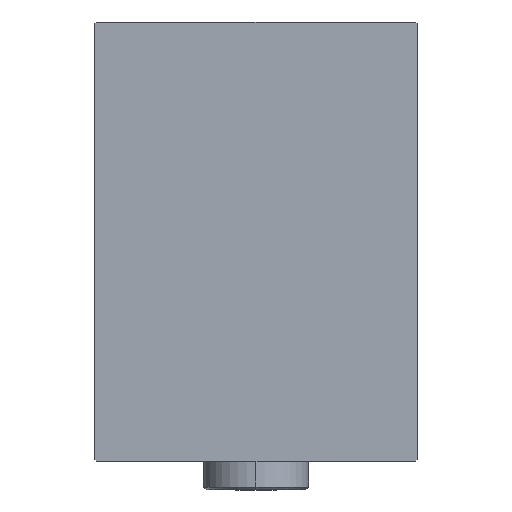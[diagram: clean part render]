
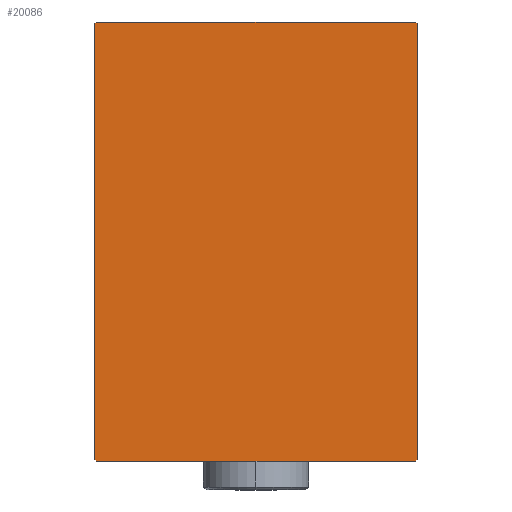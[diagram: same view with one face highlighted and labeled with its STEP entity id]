
A CAD part, left-side view. The second image highlights one B-rep face of the part: STEP entity #20086.
In plain terms, the highlighted face is planar.
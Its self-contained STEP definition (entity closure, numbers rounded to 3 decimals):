
#570 = CARTESIAN_POINT ( 'NONE',  ( 135., -27.5, 37.5 ) ) ;
#636 = LINE ( 'NONE', #10730, #25353 ) ;
#2471 = CARTESIAN_POINT ( 'NONE',  ( 135., -27.5, -37.2 ) ) ;
#2782 = VERTEX_POINT ( 'NONE', #3581 ) ;
#3240 = CARTESIAN_POINT ( 'NONE',  ( 135., 0., 0. ) ) ;
#3426 = ORIENTED_EDGE ( 'NONE', *, *, #43598, .T. ) ;
#3449 = EDGE_CURVE ( 'NONE', #6531, #29251, #22411, .T. ) ;
#3530 = LINE ( 'NONE', #10927, #42400 ) ;
#3581 = CARTESIAN_POINT ( 'NONE',  ( 135., 27.2, 37.5 ) ) ;
#4496 = CARTESIAN_POINT ( 'NONE',  ( 135., 32.35, -32.35 ) ) ;
#5345 = CARTESIAN_POINT ( 'NONE',  ( 135., 32.35, 32.35 ) ) ;
#6405 = VECTOR ( 'NONE', #12006, 1000. ) ;
#6531 = VERTEX_POINT ( 'NONE', #37474 ) ;
#6574 = ORIENTED_EDGE ( 'NONE', *, *, #3449, .T. ) ;
#7098 = CARTESIAN_POINT ( 'NONE',  ( 135., -27.2, 37.5 ) ) ;
#7127 = ORIENTED_EDGE ( 'NONE', *, *, #17931, .T. ) ;
#8871 = EDGE_CURVE ( 'NONE', #29251, #29449, #3530, .T. ) ;
#9682 = CARTESIAN_POINT ( 'NONE',  ( 135., 27.5, -37.2 ) ) ;
#9749 = DIRECTION ( 'NONE',  ( 1., 0., 0. ) ) ;
#10730 = CARTESIAN_POINT ( 'NONE',  ( 135., -32.35, 32.35 ) ) ;
#10927 = CARTESIAN_POINT ( 'NONE',  ( 135., 27.5, -37.5 ) ) ;
#12006 = DIRECTION ( 'NONE',  ( 0., 0.707, -0.707 ) ) ;
#12893 = PLANE ( 'NONE',  #21232 ) ;
#15371 = LINE ( 'NONE', #29043, #6405 ) ;
#15859 = ORIENTED_EDGE ( 'NONE', *, *, #8871, .T. ) ;
#16992 = DIRECTION ( 'NONE',  ( 0., 0., 1. ) ) ;
#17931 = EDGE_CURVE ( 'NONE', #29449, #2782, #22607, .T. ) ;
#18592 = ORIENTED_EDGE ( 'NONE', *, *, #28164, .T. ) ;
#19722 = CARTESIAN_POINT ( 'NONE',  ( 135., -27.2, -37.5 ) ) ;
#19846 = FACE_OUTER_BOUND ( 'NONE', #40586, .T. ) ;
#20086 = ADVANCED_FACE ( 'NONE', ( #19846 ), #12893, .T. ) ;
#20173 = VECTOR ( 'NONE', #26537, 1000. ) ;
#21232 = AXIS2_PLACEMENT_3D ( 'NONE', #3240, #9749, #40235 ) ;
#21379 = DIRECTION ( 'NONE',  ( 0., -1., 0. ) ) ;
#21578 = VERTEX_POINT ( 'NONE', #25702 ) ;
#22384 = DIRECTION ( 'NONE',  ( 0., -0.707, 0.707 ) ) ;
#22411 = LINE ( 'NONE', #4496, #34161 ) ;
#22607 = LINE ( 'NONE', #5345, #38353 ) ;
#23454 = VECTOR ( 'NONE', #24562, 1000. ) ;
#24562 = DIRECTION ( 'NONE',  ( 0., 0., -1. ) ) ;
#25353 = VECTOR ( 'NONE', #31796, 1000. ) ;
#25702 = CARTESIAN_POINT ( 'NONE',  ( 135., -27.5, 37.2 ) ) ;
#26537 = DIRECTION ( 'NONE',  ( 0., 1., 0. ) ) ;
#27666 = LINE ( 'NONE', #41345, #40065 ) ;
#28164 = EDGE_CURVE ( 'NONE', #21578, #30757, #31295, .T. ) ;
#29043 = CARTESIAN_POINT ( 'NONE',  ( 135., -32.35, -32.35 ) ) ;
#29251 = VERTEX_POINT ( 'NONE', #9682 ) ;
#29449 = VERTEX_POINT ( 'NONE', #42588 ) ;
#30757 = VERTEX_POINT ( 'NONE', #2471 ) ;
#31295 = LINE ( 'NONE', #570, #23454 ) ;
#31796 = DIRECTION ( 'NONE',  ( 0., -0.707, -0.707 ) ) ;
#32281 = DIRECTION ( 'NONE',  ( 0., 0.707, 0.707 ) ) ;
#32498 = VERTEX_POINT ( 'NONE', #19722 ) ;
#32993 = VERTEX_POINT ( 'NONE', #7098 ) ;
#33102 = EDGE_CURVE ( 'NONE', #30757, #32498, #15371, .T. ) ;
#33277 = EDGE_CURVE ( 'NONE', #2782, #32993, #27666, .T. ) ;
#33287 = CARTESIAN_POINT ( 'NONE',  ( 135., -27.5, -37.5 ) ) ;
#33724 = LINE ( 'NONE', #33287, #20173 ) ;
#34161 = VECTOR ( 'NONE', #32281, 1000. ) ;
#35367 = EDGE_CURVE ( 'NONE', #32498, #6531, #33724, .T. ) ;
#37380 = ORIENTED_EDGE ( 'NONE', *, *, #35367, .T. ) ;
#37474 = CARTESIAN_POINT ( 'NONE',  ( 135., 27.2, -37.5 ) ) ;
#38353 = VECTOR ( 'NONE', #22384, 1000. ) ;
#38421 = ORIENTED_EDGE ( 'NONE', *, *, #33102, .T. ) ;
#40065 = VECTOR ( 'NONE', #21379, 1000. ) ;
#40235 = DIRECTION ( 'NONE',  ( 0., 0., -1. ) ) ;
#40586 = EDGE_LOOP ( 'NONE', ( #37380, #6574, #15859, #7127, #41902, #3426, #18592, #38421 ) ) ;
#41345 = CARTESIAN_POINT ( 'NONE',  ( 135., 27.5, 37.5 ) ) ;
#41902 = ORIENTED_EDGE ( 'NONE', *, *, #33277, .T. ) ;
#42400 = VECTOR ( 'NONE', #16992, 1000. ) ;
#42588 = CARTESIAN_POINT ( 'NONE',  ( 135., 27.5, 37.2 ) ) ;
#43598 = EDGE_CURVE ( 'NONE', #32993, #21578, #636, .T. ) ;
